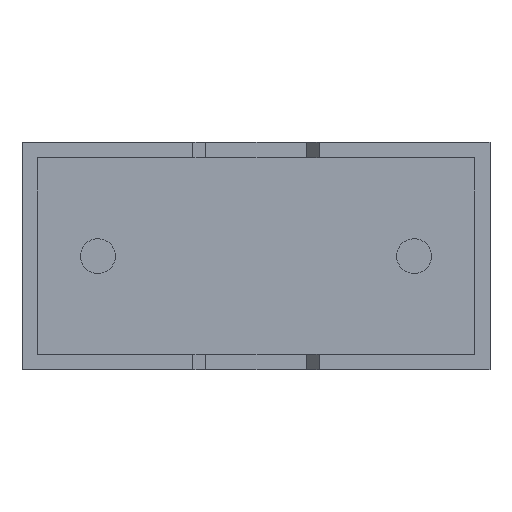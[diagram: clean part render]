
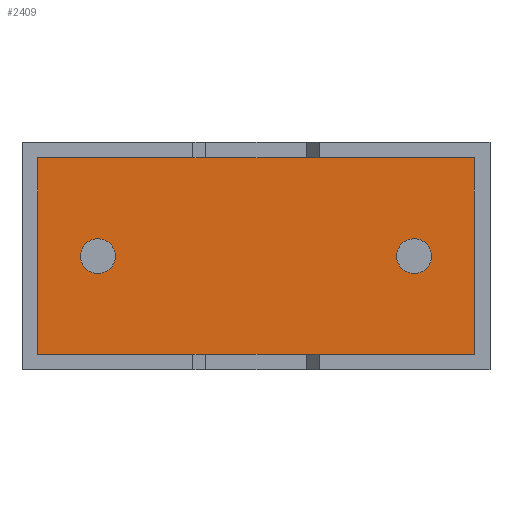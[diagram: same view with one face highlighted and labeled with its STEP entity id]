
A CAD part, front view. The second image highlights one B-rep face of the part: STEP entity #2409.
In plain terms, the highlighted planar face has unit normal (0, -1, 0).
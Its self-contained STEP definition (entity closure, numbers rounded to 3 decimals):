
#18 = DIRECTION ( 'NONE',  ( 0., -1., 0. ) ) ;
#65 = ORIENTED_EDGE ( 'NONE', *, *, #349, .F. ) ;
#87 = DIRECTION ( 'NONE',  ( 0., 0., -1. ) ) ;
#192 = VERTEX_POINT ( 'NONE', #1581 ) ;
#266 = EDGE_CURVE ( 'NONE', #3028, #192, #1533, .T. ) ;
#287 = CIRCLE ( 'NONE', #2729, 0.275 ) ;
#310 = DIRECTION ( 'NONE',  ( 0., 0., -1. ) ) ;
#334 = LINE ( 'NONE', #335, #2066 ) ;
#335 = CARTESIAN_POINT ( 'NONE',  ( 0.247, 0.75, 3.353 ) ) ;
#341 = DIRECTION ( 'NONE',  ( 0., -1., 0. ) ) ;
#349 = EDGE_CURVE ( 'NONE', #1850, #1673, #2069, .T. ) ;
#354 = LINE ( 'NONE', #2071, #2954 ) ;
#449 = ORIENTED_EDGE ( 'NONE', *, *, #2867, .F. ) ;
#478 = EDGE_CURVE ( 'NONE', #192, #482, #334, .T. ) ;
#482 = VERTEX_POINT ( 'NONE', #2616 ) ;
#486 = PLANE ( 'NONE',  #1451 ) ;
#492 = CARTESIAN_POINT ( 'NONE',  ( 6.2, 0.75, 1.8 ) ) ;
#537 = FACE_OUTER_BOUND ( 'NONE', #929, .T. ) ;
#620 = LINE ( 'NONE', #1968, #1920 ) ;
#622 = EDGE_CURVE ( 'NONE', #482, #2573, #620, .T. ) ;
#626 = ORIENTED_EDGE ( 'NONE', *, *, #266, .T. ) ;
#693 = DIRECTION ( 'NONE',  ( 0., 0., 1. ) ) ;
#706 = AXIS2_PLACEMENT_3D ( 'NONE', #492, #1208, #2096 ) ;
#733 = ORIENTED_EDGE ( 'NONE', *, *, #2851, .T. ) ;
#751 = DIRECTION ( 'NONE',  ( 0., 0., -1. ) ) ;
#768 = EDGE_LOOP ( 'NONE', ( #1590, #449 ) ) ;
#929 = EDGE_LOOP ( 'NONE', ( #1686, #1087, #733, #626 ) ) ;
#1087 = ORIENTED_EDGE ( 'NONE', *, *, #622, .T. ) ;
#1111 = EDGE_CURVE ( 'NONE', #1879, #1649, #287, .T. ) ;
#1208 = DIRECTION ( 'NONE',  ( 0., -1., 0. ) ) ;
#1242 = CARTESIAN_POINT ( 'NONE',  ( 1.2, 0.75, 2.075 ) ) ;
#1250 = CARTESIAN_POINT ( 'NONE',  ( 7.153, 0.75, 3.353 ) ) ;
#1278 = FACE_BOUND ( 'NONE', #1868, .T. ) ;
#1362 = VECTOR ( 'NONE', #2074, 1000. ) ;
#1400 = CARTESIAN_POINT ( 'NONE',  ( 7.153, 0.75, 3.353 ) ) ;
#1451 = AXIS2_PLACEMENT_3D ( 'NONE', #2340, #2314, #2541 ) ;
#1533 = LINE ( 'NONE', #1400, #1362 ) ;
#1564 = CARTESIAN_POINT ( 'NONE',  ( 1.2, 0.75, 1.525 ) ) ;
#1568 = ORIENTED_EDGE ( 'NONE', *, *, #2440, .F. ) ;
#1581 = CARTESIAN_POINT ( 'NONE',  ( 0.247, 0.75, 3.353 ) ) ;
#1590 = ORIENTED_EDGE ( 'NONE', *, *, #1111, .F. ) ;
#1649 = VERTEX_POINT ( 'NONE', #2353 ) ;
#1655 = CIRCLE ( 'NONE', #1905, 0.275 ) ;
#1673 = VERTEX_POINT ( 'NONE', #1242 ) ;
#1686 = ORIENTED_EDGE ( 'NONE', *, *, #478, .T. ) ;
#1850 = VERTEX_POINT ( 'NONE', #1564 ) ;
#1857 = CARTESIAN_POINT ( 'NONE',  ( 1.2, 0.75, 1.8 ) ) ;
#1868 = EDGE_LOOP ( 'NONE', ( #1568, #65 ) ) ;
#1879 = VERTEX_POINT ( 'NONE', #2065 ) ;
#1892 = DIRECTION ( 'NONE',  ( 0., -1., 0. ) ) ;
#1905 = AXIS2_PLACEMENT_3D ( 'NONE', #2587, #18, #2809 ) ;
#1920 = VECTOR ( 'NONE', #2426, 1000. ) ;
#1947 = CARTESIAN_POINT ( 'NONE',  ( 6.2, 0.75, 1.8 ) ) ;
#1968 = CARTESIAN_POINT ( 'NONE',  ( 0.247, 0.75, 0.247 ) ) ;
#2065 = CARTESIAN_POINT ( 'NONE',  ( 6.2, 0.75, 2.075 ) ) ;
#2066 = VECTOR ( 'NONE', #87, 1000. ) ;
#2069 = CIRCLE ( 'NONE', #2461, 0.275 ) ;
#2071 = CARTESIAN_POINT ( 'NONE',  ( 7.153, 0.75, 0.247 ) ) ;
#2074 = DIRECTION ( 'NONE',  ( -1., 0., 0. ) ) ;
#2096 = DIRECTION ( 'NONE',  ( 0., 0., -1. ) ) ;
#2264 = CIRCLE ( 'NONE', #706, 0.275 ) ;
#2314 = DIRECTION ( 'NONE',  ( 0., -1., 0. ) ) ;
#2340 = CARTESIAN_POINT ( 'NONE',  ( 0., 0.75, 0. ) ) ;
#2353 = CARTESIAN_POINT ( 'NONE',  ( 6.2, 0.75, 1.525 ) ) ;
#2409 = ADVANCED_FACE ( 'NONE', ( #2798, #537, #1278 ), #486, .T. ) ;
#2426 = DIRECTION ( 'NONE',  ( 1., 0., 0. ) ) ;
#2440 = EDGE_CURVE ( 'NONE', #1673, #1850, #1655, .T. ) ;
#2461 = AXIS2_PLACEMENT_3D ( 'NONE', #1857, #1892, #751 ) ;
#2541 = DIRECTION ( 'NONE',  ( 0., 0., -1. ) ) ;
#2573 = VERTEX_POINT ( 'NONE', #2615 ) ;
#2587 = CARTESIAN_POINT ( 'NONE',  ( 1.2, 0.75, 1.8 ) ) ;
#2615 = CARTESIAN_POINT ( 'NONE',  ( 7.153, 0.75, 0.247 ) ) ;
#2616 = CARTESIAN_POINT ( 'NONE',  ( 0.247, 0.75, 0.247 ) ) ;
#2729 = AXIS2_PLACEMENT_3D ( 'NONE', #1947, #341, #310 ) ;
#2798 = FACE_BOUND ( 'NONE', #768, .T. ) ;
#2809 = DIRECTION ( 'NONE',  ( 0., 0., -1. ) ) ;
#2851 = EDGE_CURVE ( 'NONE', #2573, #3028, #354, .T. ) ;
#2867 = EDGE_CURVE ( 'NONE', #1649, #1879, #2264, .T. ) ;
#2954 = VECTOR ( 'NONE', #693, 1000. ) ;
#3028 = VERTEX_POINT ( 'NONE', #1250 ) ;
